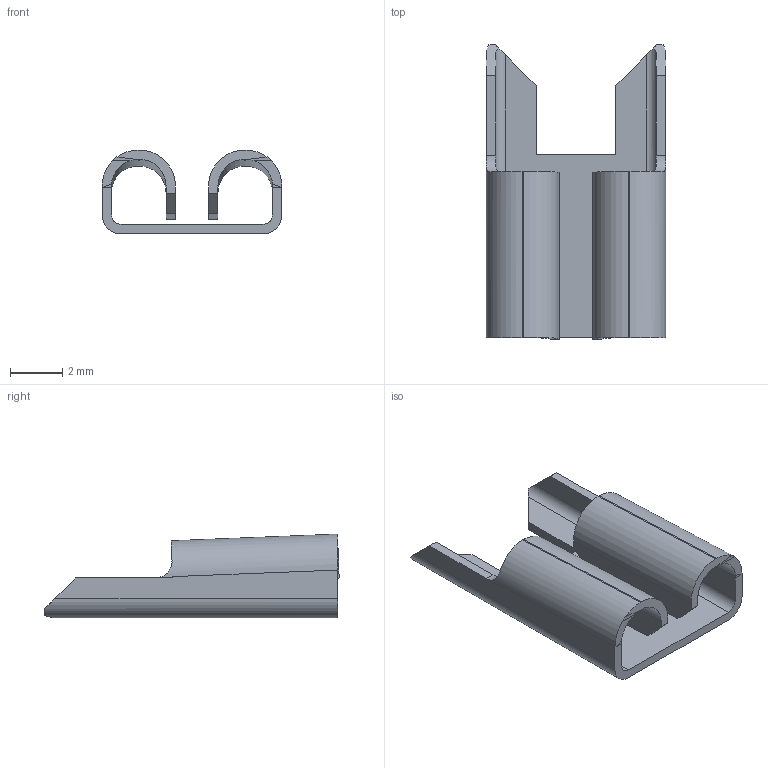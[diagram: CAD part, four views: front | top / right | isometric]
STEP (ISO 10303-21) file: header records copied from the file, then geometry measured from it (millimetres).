
FILE_DESCRIPTION(/* description */ (''),/* implementation_level */ '2;1');
FILE_NAME(/* name */ '01000057Z.stp',/* time_stamp */ '2019-08-06T11:49:51-05:00',/* author */ ('lmartinez4'),/* organization */ (''),/* preprocessor_version */ 'ST-DEVELOPER v17',/* originating_system */ 'Autodesk Inventor 2019',/* authorisation */ '');
FILE_SCHEMA (('AUTOMOTIVE_DESIGN { 1 0 10303 214 3 1 1 }'));
Length unit declared in the file: inch
Products named in the file (1): 01000057Z
Bounding box: 6.86 x 11.24 x 3.2 mm (x, y, z)
Volume: 51 mm3; surface area: 309.4 mm2
Topology: 1 solids, 1 shells, 58 faces, 166 edges, 110 vertices
Faces by surface type: plane 44, cylinder 14
Entity records: 1977 total; most frequent: CARTESIAN_POINT 379, ORIENTED_EDGE 332, DIRECTION 326, EDGE_CURVE 166, LINE 116, VECTOR 116, VERTEX_POINT 110, AXIS2_PLACEMENT_3D 105
